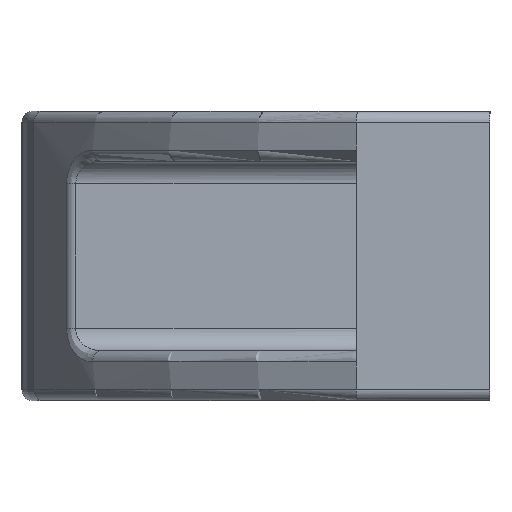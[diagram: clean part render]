
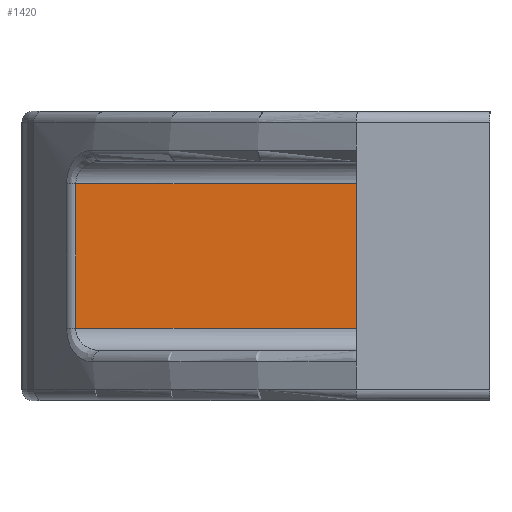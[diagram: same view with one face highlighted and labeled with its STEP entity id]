
A CAD part, left-side view. The second image highlights one B-rep face of the part: STEP entity #1420.
In plain terms, the highlighted planar face has unit normal (-1, 0, 0).
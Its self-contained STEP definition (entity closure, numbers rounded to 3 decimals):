
#18 = VECTOR ( 'NONE', #2346, 1000. ) ;
#85 = VERTEX_POINT ( 'NONE', #1575 ) ;
#86 = ORIENTED_EDGE ( 'NONE', *, *, #2084, .T. ) ;
#116 = EDGE_CURVE ( 'NONE', #1094, #85, #329, .T. ) ;
#137 = LINE ( 'NONE', #1157, #2425 ) ;
#162 = DIRECTION ( 'NONE',  ( 1., 0., 0. ) ) ;
#269 = ORIENTED_EDGE ( 'NONE', *, *, #1861, .T. ) ;
#304 = CARTESIAN_POINT ( 'NONE',  ( -50., 10.085, 7. ) ) ;
#310 = DIRECTION ( 'NONE',  ( 0., 0., -1. ) ) ;
#329 = LINE ( 'NONE', #1347, #18 ) ;
#413 = FACE_OUTER_BOUND ( 'NONE', #2578, .T. ) ;
#688 = CARTESIAN_POINT ( 'NONE',  ( -50., 10.085, -6. ) ) ;
#777 = VERTEX_POINT ( 'NONE', #1532 ) ;
#1094 = VERTEX_POINT ( 'NONE', #304 ) ;
#1157 = CARTESIAN_POINT ( 'NONE',  ( -50., 10.085, 9. ) ) ;
#1183 = DIRECTION ( 'NONE',  ( 0., 0., -1. ) ) ;
#1219 = EDGE_CURVE ( 'NONE', #1094, #1407, #137, .T. ) ;
#1294 = VECTOR ( 'NONE', #1695, 1000. ) ;
#1347 = CARTESIAN_POINT ( 'NONE',  ( -50., 10.085, 7. ) ) ;
#1407 = VERTEX_POINT ( 'NONE', #2678 ) ;
#1420 = ADVANCED_FACE ( 'NONE', ( #413 ), #1435, .F. ) ;
#1435 = PLANE ( 'NONE',  #3132 ) ;
#1532 = CARTESIAN_POINT ( 'NONE',  ( -50., 35.252, -6. ) ) ;
#1575 = CARTESIAN_POINT ( 'NONE',  ( -50., 35.252, 7. ) ) ;
#1577 = LINE ( 'NONE', #2577, #2876 ) ;
#1695 = DIRECTION ( 'NONE',  ( 0., -1., 0. ) ) ;
#1861 = EDGE_CURVE ( 'NONE', #777, #1407, #2945, .T. ) ;
#2084 = EDGE_CURVE ( 'NONE', #85, #777, #1577, .T. ) ;
#2122 = ORIENTED_EDGE ( 'NONE', *, *, #116, .T. ) ;
#2163 = DIRECTION ( 'NONE',  ( 0., 0., -1. ) ) ;
#2346 = DIRECTION ( 'NONE',  ( 0., 1., 0. ) ) ;
#2425 = VECTOR ( 'NONE', #2163, 1000. ) ;
#2429 = CARTESIAN_POINT ( 'NONE',  ( -50., 10.085, 9. ) ) ;
#2577 = CARTESIAN_POINT ( 'NONE',  ( -50., 35.252, -6. ) ) ;
#2578 = EDGE_LOOP ( 'NONE', ( #2122, #86, #269, #2584 ) ) ;
#2584 = ORIENTED_EDGE ( 'NONE', *, *, #1219, .F. ) ;
#2678 = CARTESIAN_POINT ( 'NONE',  ( -50., 10.085, -6. ) ) ;
#2876 = VECTOR ( 'NONE', #310, 1000. ) ;
#2945 = LINE ( 'NONE', #688, #1294 ) ;
#3132 = AXIS2_PLACEMENT_3D ( 'NONE', #2429, #162, #1183 ) ;
